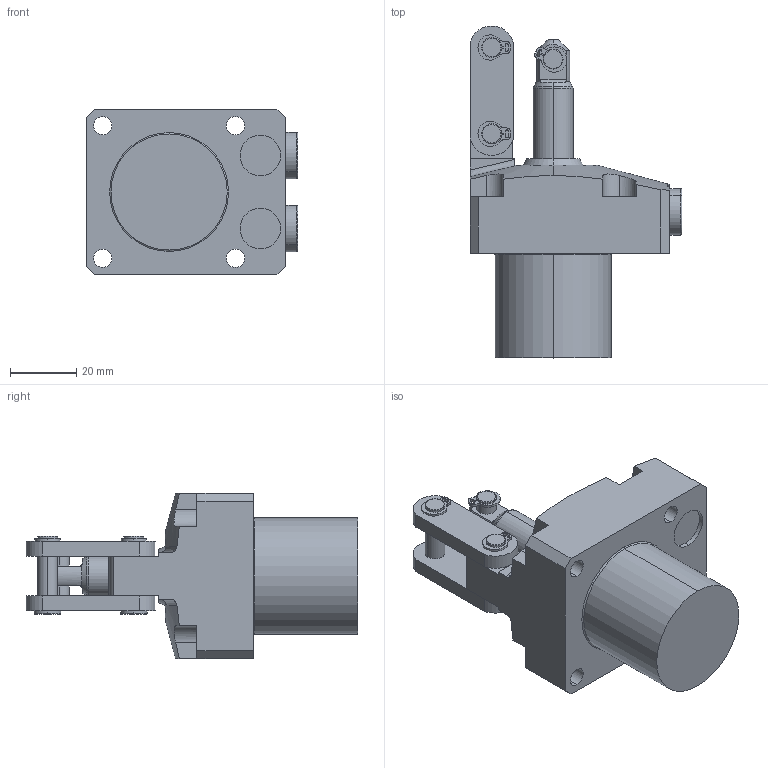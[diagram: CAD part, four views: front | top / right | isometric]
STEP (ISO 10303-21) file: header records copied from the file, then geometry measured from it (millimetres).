
FILE_DESCRIPTION (( 'STEP AP214' ), '1' );
FILE_NAME ('CLW04-F.STEP', '2008-06-24T09:36:36', ( 'パスカルエンジニアリング' ), ( '' ), 'SwSTEP 2.0', 'SolidWorks 2008', '' );
FILE_SCHEMA (( 'AUTOMOTIVE_DESIGN' ));
Length unit declared in the file: millimetre
Products named in the file (5): BSPP-G1-8_蹬怮椔; CLW04-F; CLW04link_蹬怮椔; CLW04piston_蹬怮椔; CLW04cylinder(F)_蹬怮椔
Assembly tree (5 placements, depth 2):
  CLW04-F
    CLW04piston_蹬怮椔
    CLW04link_蹬怮椔
    BSPP-G1-8_蹬怮椔  x2
    CLW04cylinder(F)_蹬怮椔
Bounding box: 63.8 x 99.97 x 50 mm (x, y, z)
Volume: 107843.4 mm3; surface area: 24777.7 mm2
Topology: 5 solids, 5 shells, 280 faces, 698 edges, 450 vertices
Faces by surface type: plane 125, cylinder 110, torus 22, cone 21, bspline 2
Entity records: 8314 total; most frequent: CARTESIAN_POINT 1787, DIRECTION 1392, ORIENTED_EDGE 1304, EDGE_CURVE 652, AXIS2_PLACEMENT_3D 531, VERTEX_POINT 422, VECTOR 330, LINE 330
